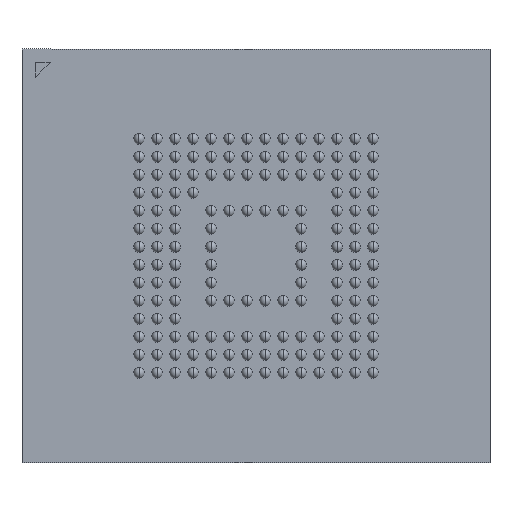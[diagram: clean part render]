
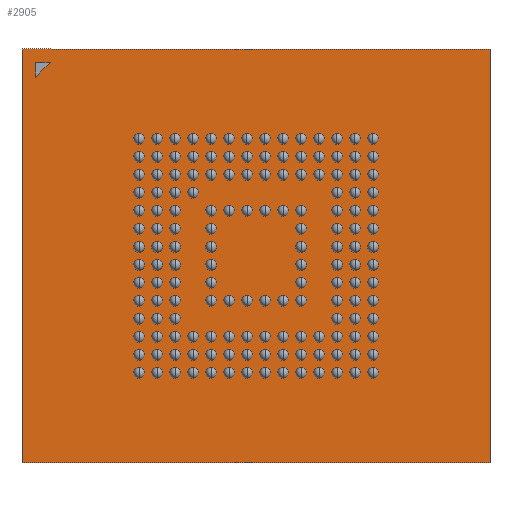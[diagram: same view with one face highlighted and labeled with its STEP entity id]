
A CAD part, front view. The second image highlights one B-rep face of the part: STEP entity #2905.
In plain terms, the highlighted planar face has unit normal (0, -1, 0).
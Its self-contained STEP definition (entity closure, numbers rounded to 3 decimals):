
#8 = DIRECTION ( 'NONE',  ( 1., 0., 0. ) ) ;
#57 = LINE ( 'NONE', #436, #11958 ) ;
#178 = EDGE_CURVE ( 'NONE', #13074, #10019, #57, .T. ) ;
#277 = ORIENTED_EDGE ( 'NONE', *, *, #178, .F. ) ;
#323 = PLANE ( 'NONE',  #1173 ) ;
#436 = CARTESIAN_POINT ( 'NONE',  ( -6.5, 0., 5.75 ) ) ;
#452 = DIRECTION ( 'NONE',  ( 0., 0., -1. ) ) ;
#489 = VERTEX_POINT ( 'NONE', #4895 ) ;
#1173 = AXIS2_PLACEMENT_3D ( 'NONE', #6398, #7403, #4394 ) ;
#1244 = EDGE_CURVE ( 'NONE', #10314, #8688, #6654, .T. ) ;
#1532 = CARTESIAN_POINT ( 'NONE',  ( -6.119, 0., 4.969 ) ) ;
#2080 = EDGE_CURVE ( 'NONE', #8688, #13074, #7147, .T. ) ;
#2256 = ORIENTED_EDGE ( 'NONE', *, *, #4913, .F. ) ;
#2905 = ADVANCED_FACE ( 'NONE', ( #13025, #9547 ), #323, .F. ) ;
#3270 = CARTESIAN_POINT ( 'NONE',  ( -6.119, 0., 5.369 ) ) ;
#3405 = CARTESIAN_POINT ( 'NONE',  ( 6.5, 0., 5.75 ) ) ;
#3483 = ORIENTED_EDGE ( 'NONE', *, *, #6568, .F. ) ;
#3635 = EDGE_LOOP ( 'NONE', ( #277, #5603, #7711, #3483 ) ) ;
#3744 = VECTOR ( 'NONE', #11920, 1000. ) ;
#3912 = DIRECTION ( 'NONE',  ( 0., 0., -1. ) ) ;
#3931 = VERTEX_POINT ( 'NONE', #10549 ) ;
#4394 = DIRECTION ( 'NONE',  ( 0., 0., 1. ) ) ;
#4737 = VECTOR ( 'NONE', #5264, 1000. ) ;
#4895 = CARTESIAN_POINT ( 'NONE',  ( -6.119, 0., 4.969 ) ) ;
#4913 = EDGE_CURVE ( 'NONE', #12483, #489, #7053, .T. ) ;
#5057 = CARTESIAN_POINT ( 'NONE',  ( 6.5, 0., -5.75 ) ) ;
#5076 = CARTESIAN_POINT ( 'NONE',  ( 6.5, 0., 5.75 ) ) ;
#5264 = DIRECTION ( 'NONE',  ( -1., 0., 0. ) ) ;
#5603 = ORIENTED_EDGE ( 'NONE', *, *, #2080, .F. ) ;
#5928 = LINE ( 'NONE', #1532, #10095 ) ;
#6195 = LINE ( 'NONE', #3270, #4737 ) ;
#6276 = VECTOR ( 'NONE', #8, 1000. ) ;
#6398 = CARTESIAN_POINT ( 'NONE',  ( 0., 0., 0. ) ) ;
#6568 = EDGE_CURVE ( 'NONE', #10019, #10314, #7907, .T. ) ;
#6654 = LINE ( 'NONE', #6788, #10473 ) ;
#6788 = CARTESIAN_POINT ( 'NONE',  ( 6.5, 0., 5.75 ) ) ;
#6881 = CARTESIAN_POINT ( 'NONE',  ( -6.119, 0., 5.369 ) ) ;
#7038 = CARTESIAN_POINT ( 'NONE',  ( -6.5, 0., -5.75 ) ) ;
#7053 = LINE ( 'NONE', #8642, #9611 ) ;
#7147 = LINE ( 'NONE', #8039, #3744 ) ;
#7403 = DIRECTION ( 'NONE',  ( 0., 1., 0. ) ) ;
#7711 = ORIENTED_EDGE ( 'NONE', *, *, #1244, .F. ) ;
#7907 = LINE ( 'NONE', #5076, #6276 ) ;
#8039 = CARTESIAN_POINT ( 'NONE',  ( 6.5, 0., -5.75 ) ) ;
#8642 = CARTESIAN_POINT ( 'NONE',  ( -6.119, 0., 5.369 ) ) ;
#8688 = VERTEX_POINT ( 'NONE', #5057 ) ;
#8934 = DIRECTION ( 'NONE',  ( 0.707, 0., 0.707 ) ) ;
#8967 = ORIENTED_EDGE ( 'NONE', *, *, #12710, .F. ) ;
#9412 = ORIENTED_EDGE ( 'NONE', *, *, #12045, .F. ) ;
#9547 = FACE_OUTER_BOUND ( 'NONE', #3635, .T. ) ;
#9611 = VECTOR ( 'NONE', #452, 1000. ) ;
#9757 = EDGE_LOOP ( 'NONE', ( #2256, #8967, #9412 ) ) ;
#10019 = VERTEX_POINT ( 'NONE', #11639 ) ;
#10095 = VECTOR ( 'NONE', #8934, 1000. ) ;
#10314 = VERTEX_POINT ( 'NONE', #3405 ) ;
#10473 = VECTOR ( 'NONE', #3912, 1000. ) ;
#10549 = CARTESIAN_POINT ( 'NONE',  ( -5.719, 0., 5.369 ) ) ;
#10585 = DIRECTION ( 'NONE',  ( 0., 0., 1. ) ) ;
#11639 = CARTESIAN_POINT ( 'NONE',  ( -6.5, 0., 5.75 ) ) ;
#11920 = DIRECTION ( 'NONE',  ( -1., 0., 0. ) ) ;
#11958 = VECTOR ( 'NONE', #10585, 1000. ) ;
#12045 = EDGE_CURVE ( 'NONE', #489, #3931, #5928, .T. ) ;
#12483 = VERTEX_POINT ( 'NONE', #6881 ) ;
#12710 = EDGE_CURVE ( 'NONE', #3931, #12483, #6195, .T. ) ;
#13025 = FACE_BOUND ( 'NONE', #9757, .T. ) ;
#13074 = VERTEX_POINT ( 'NONE', #7038 ) ;
